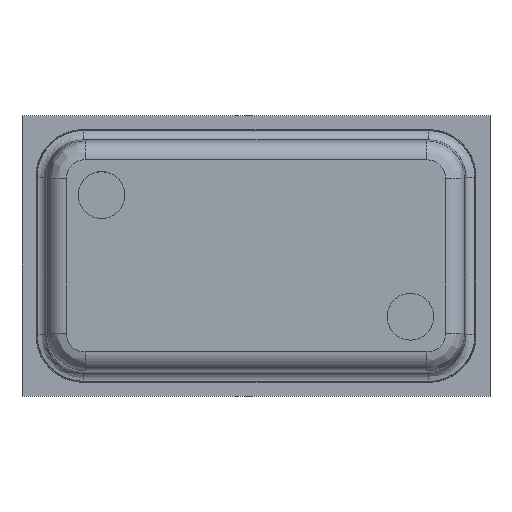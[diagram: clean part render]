
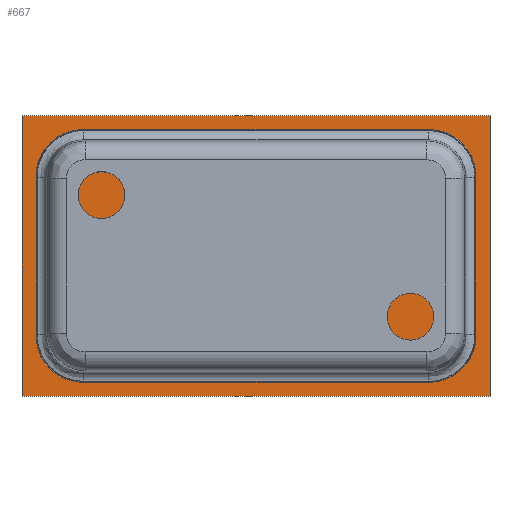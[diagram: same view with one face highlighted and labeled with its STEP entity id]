
A CAD part, top view. The second image highlights one B-rep face of the part: STEP entity #667.
In plain terms, the highlighted planar face has unit normal (0, 0, 1).
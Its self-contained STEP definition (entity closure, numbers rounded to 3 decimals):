
#97=FACE_OUTER_BOUND('',#140,.T.);
#140=EDGE_LOOP('',(#469,#470,#471,#472));
#187=LINE('',#1002,#241);
#190=LINE('',#1007,#244);
#192=LINE('',#1011,#246);
#194=LINE('',#1014,#248);
#241=VECTOR('',#801,5.);
#244=VECTOR('',#806,3.);
#246=VECTOR('',#810,5.);
#248=VECTOR('',#814,3.);
#295=VERTEX_POINT('',#1000);
#296=VERTEX_POINT('',#1001);
#297=VERTEX_POINT('',#1006);
#298=VERTEX_POINT('',#1010);
#355=EDGE_CURVE('',#295,#296,#187,.T.);
#358=EDGE_CURVE('',#296,#297,#190,.T.);
#360=EDGE_CURVE('',#297,#298,#192,.T.);
#362=EDGE_CURVE('',#298,#295,#194,.T.);
#469=ORIENTED_EDGE('',*,*,#362,.F.);
#470=ORIENTED_EDGE('',*,*,#360,.F.);
#471=ORIENTED_EDGE('',*,*,#358,.F.);
#472=ORIENTED_EDGE('',*,*,#355,.F.);
#650=PLANE('',#725);
#667=ADVANCED_FACE('',(#97),#650,.F.);
#725=AXIS2_PLACEMENT_3D('',#1015,#815,#816);
#801=DIRECTION('',(1.,0.,0.));
#806=DIRECTION('',(0.,-1.,0.));
#810=DIRECTION('',(-1.,0.,0.));
#814=DIRECTION('',(0.,1.,0.));
#815=DIRECTION('center_axis',(0.,0.,-1.));
#816=DIRECTION('ref_axis',(1.,0.,0.));
#1000=CARTESIAN_POINT('',(-2.5,1.5,-0.65));
#1001=CARTESIAN_POINT('',(2.5,1.5,-0.65));
#1002=CARTESIAN_POINT('',(-2.5,1.5,-0.65));
#1006=CARTESIAN_POINT('',(2.5,-1.5,-0.65));
#1007=CARTESIAN_POINT('',(2.5,1.5,-0.65));
#1010=CARTESIAN_POINT('',(-2.5,-1.5,-0.65));
#1011=CARTESIAN_POINT('',(2.5,-1.5,-0.65));
#1014=CARTESIAN_POINT('',(-2.5,-1.5,-0.65));
#1015=CARTESIAN_POINT('Origin',(0.,0.,-0.65));
